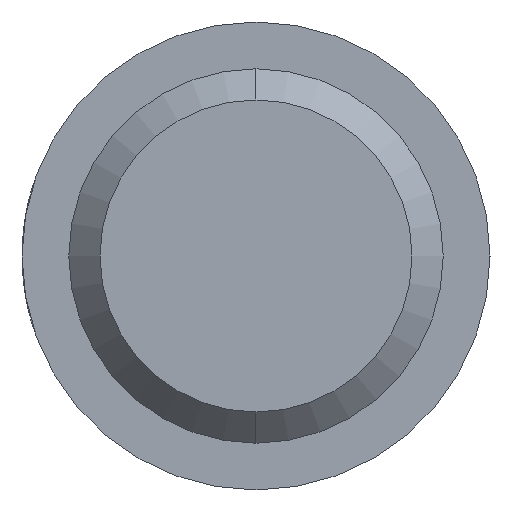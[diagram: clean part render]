
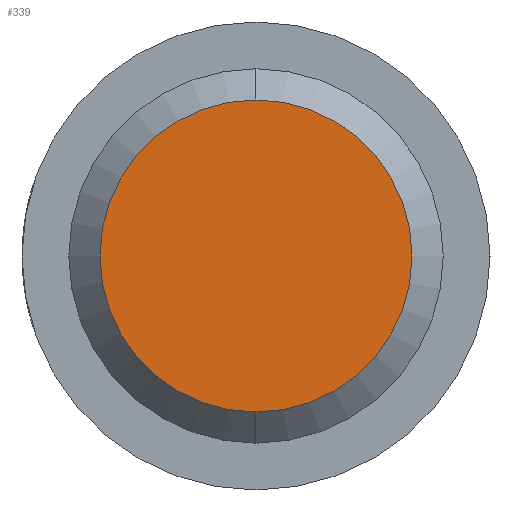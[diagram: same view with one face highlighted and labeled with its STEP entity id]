
A CAD part, left-side view. The second image highlights one B-rep face of the part: STEP entity #339.
In plain terms, the highlighted planar face has unit normal (-1, 0, 0).
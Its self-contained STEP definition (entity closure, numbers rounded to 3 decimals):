
#41 = EDGE_LOOP ( 'NONE', ( #77, #536 ) ) ;
#45 = VERTEX_POINT ( 'NONE', #630 ) ;
#72 = EDGE_CURVE ( 'NONE', #211, #45, #438, .T. ) ;
#77 = ORIENTED_EDGE ( 'NONE', *, *, #72, .T. ) ;
#126 = DIRECTION ( 'NONE',  ( -1., 0., 0. ) ) ;
#210 = CIRCLE ( 'NONE', #393, 5. ) ;
#211 = VERTEX_POINT ( 'NONE', #606 ) ;
#332 = DIRECTION ( 'NONE',  ( 0., 0., 1. ) ) ;
#339 = ADVANCED_FACE ( 'NONE', ( #477 ), #572, .T. ) ;
#343 = DIRECTION ( 'NONE',  ( 0., 0., 1. ) ) ;
#374 = DIRECTION ( 'NONE',  ( 0., 0., 1. ) ) ;
#393 = AXIS2_PLACEMENT_3D ( 'NONE', #584, #427, #332 ) ;
#402 = AXIS2_PLACEMENT_3D ( 'NONE', #530, #420, #374 ) ;
#420 = DIRECTION ( 'NONE',  ( -1., 0., 0. ) ) ;
#427 = DIRECTION ( 'NONE',  ( -1., 0., 0. ) ) ;
#438 = CIRCLE ( 'NONE', #521, 5. ) ;
#477 = FACE_OUTER_BOUND ( 'NONE', #41, .T. ) ;
#521 = AXIS2_PLACEMENT_3D ( 'NONE', #590, #126, #343 ) ;
#530 = CARTESIAN_POINT ( 'NONE',  ( 0., 0., 0. ) ) ;
#536 = ORIENTED_EDGE ( 'NONE', *, *, #551, .T. ) ;
#551 = EDGE_CURVE ( 'NONE', #45, #211, #210, .T. ) ;
#572 = PLANE ( 'NONE',  #402 ) ;
#584 = CARTESIAN_POINT ( 'NONE',  ( 0., 0., 0. ) ) ;
#590 = CARTESIAN_POINT ( 'NONE',  ( 0., 0., 0. ) ) ;
#606 = CARTESIAN_POINT ( 'NONE',  ( 0., 0., -5. ) ) ;
#630 = CARTESIAN_POINT ( 'NONE',  ( 0., 0., 5. ) ) ;
